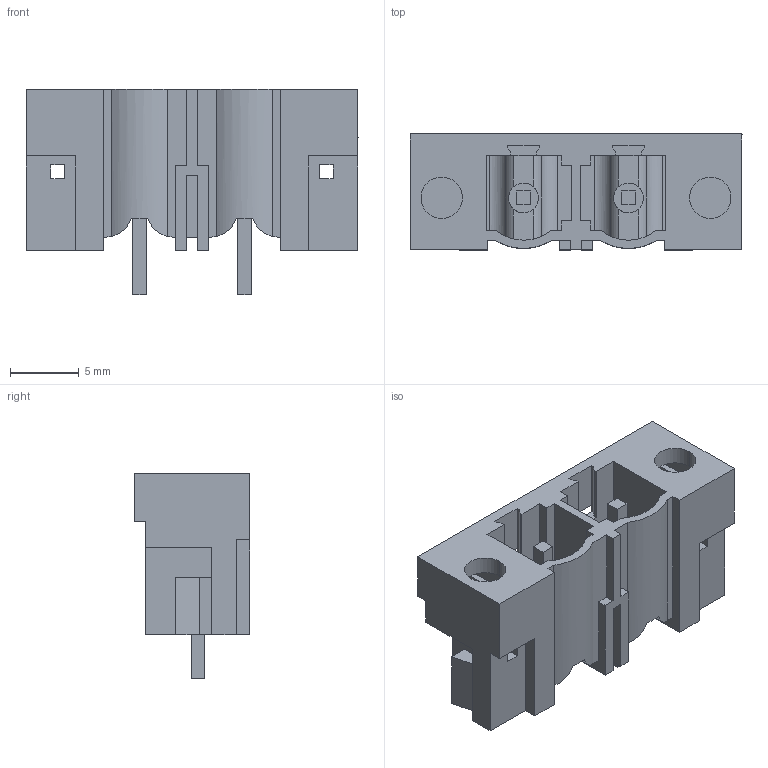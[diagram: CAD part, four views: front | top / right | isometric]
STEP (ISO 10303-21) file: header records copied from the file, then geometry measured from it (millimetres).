
FILE_DESCRIPTION(('CATIA V5 STEP Exchange','CAx-IF Rec.Pracs.--- Model Styling and Organization---1.4--- 2014-01-23'),'2;1');
FILE_NAME ('D1448917_1_1140980000_1140980000.stp','2021-05-20T14:16:57+00:00',('none'),('Weidmueller'),'CATIA Version 5-6 Release 2016 SP3 HF44','CATIA V5 STEP AP214','none');
FILE_SCHEMA(('AUTOMOTIVE_DESIGN { 1 0 10303 214 1 1 1 1 }'));
Length unit declared in the file: millimetre
Products named in the file (1): 1140980000
Bounding box: 24.1 x 8.4 x 14.95 mm (x, y, z)
Volume: 1045.8 mm3; surface area: 2120.5 mm2
Topology: 3 solids, 3 shells, 174 faces, 504 edges, 332 vertices
Faces by surface type: plane 150, cylinder 24
Entity records: 5548 total; most frequent: CARTESIAN_POINT 1051, ORIENTED_EDGE 1008, DIRECTION 785, EDGE_CURVE 504, VECTOR 440, LINE 440, VERTEX_POINT 332, AXIS2_PLACEMENT_3D 198
